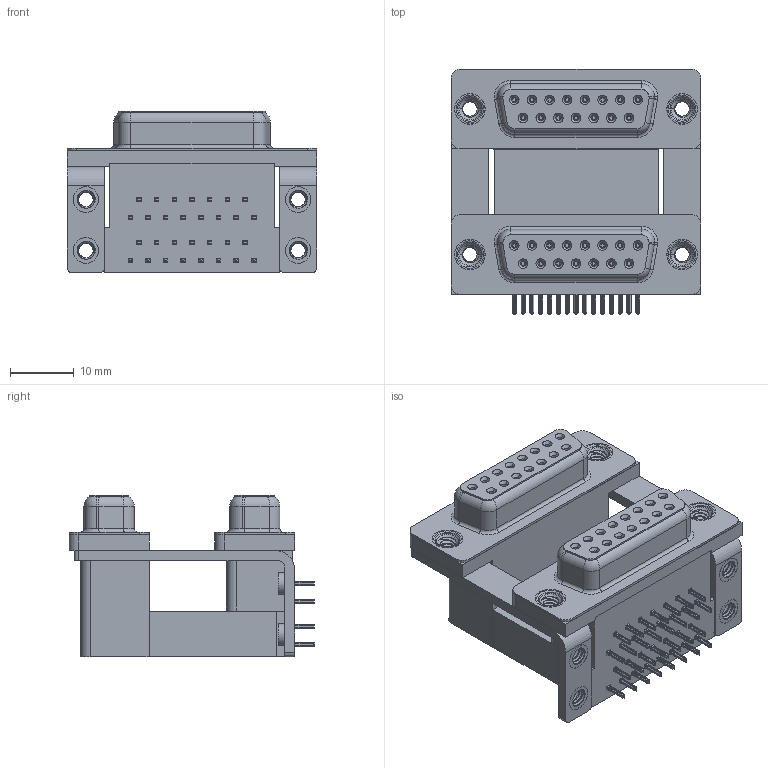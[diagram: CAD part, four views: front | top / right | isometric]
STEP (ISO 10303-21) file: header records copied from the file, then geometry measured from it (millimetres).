
FILE_DESCRIPTION (( 'STEP AP203' ), '1' );
FILE_NAME ('662-015-364-058.STEP', '2022-06-16T22:09:21', ( '' ), ( '' ), 'SwSTEP 2.0', 'SolidWorks 2020', '' );
FILE_SCHEMA (( 'CONFIG_CONTROL_DESIGN' ));
Length unit declared in the file: millimetre
Products named in the file (12): 662 Housing Upper_15 Contacts H; 662 Contact Bottom Upper_H; 662 Mounting Bracket_ThruH; 662-015-364-058; 662 Shell_15 Contacts; 662 Housing Spacer_15 Contacts H; 662 4-40 Threaded Board Mount; 662 Threaded Rivet_4-40; 662 Housing Lower_15 Contacts; 662 Contact Top Lower; 662 Contact Top Upper_H; 662 Contact Bottom Lower
Assembly tree (45 placements, depth 2):
  662-015-364-058
    662 Housing Lower_15 Contacts
    662 Housing Spacer_15 Contacts H
    662 Housing Upper_15 Contacts H
    662 Shell_15 Contacts  x2
    662 Contact Bottom Lower  x7
    662 Contact Top Lower  x8
    662 Contact Bottom Upper_H  x7
    662 Contact Top Upper_H  x8
    662 Mounting Bracket_ThruH  x2
    662 4-40 Threaded Board Mount  x4
    662 Threaded Rivet_4-40  x4
Bounding box: 39.19 x 38.59 x 25.4 mm (x, y, z)
Volume: 16816.5 mm3; surface area: 18893.3 mm2
Topology: 45 solids, 45 shells, 5002 faces, 13078 edges, 8212 vertices
Faces by surface type: plane 2208, cylinder 1250, bspline 1048, cone 420, torus 76
Entity records: 51095 total; most frequent: CARTESIAN_POINT 17213, ORIENTED_EDGE 6846, DIRECTION 5986, EDGE_CURVE 3423, VECTOR 2254, LINE 2254, VERTEX_POINT 2185, AXIS2_PLACEMENT_3D 1866
